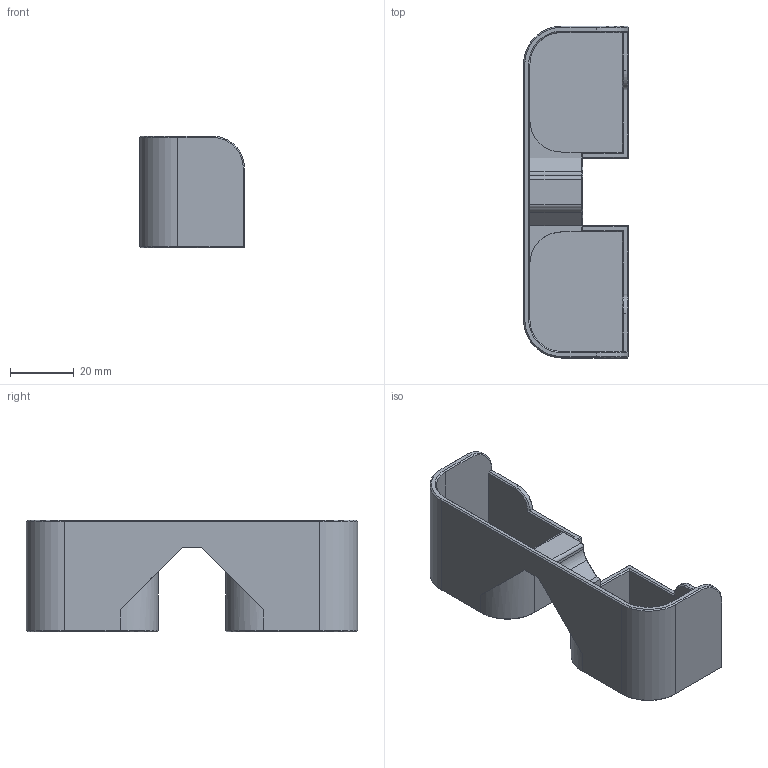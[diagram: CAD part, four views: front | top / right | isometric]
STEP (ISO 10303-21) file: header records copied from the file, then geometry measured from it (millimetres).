
FILE_DESCRIPTION(/* description */ (''),/* implementation_level */ '2;1');
FILE_NAME(/* name */ 'purge_bucket_short.step',/* time_stamp */ '2021-11-08T17:08:20+08:00',/* author */ (''),/* organization */ (''),/* preprocessor_version */ 'ST-DEVELOPER v18.1',/* originating_system */ 'Autodesk Translation Framework v10.10.0.1391',/* authorisation */ '');
FILE_SCHEMA (('AUTOMOTIVE_DESIGN { 1 0 10303 214 3 1 1 }'));
Length unit declared in the file: millimetre
Products named in the file (2): purge_bucket_short; 250mm
Assembly tree (1 placements, depth 2):
  purge_bucket_short
    250mm
Bounding box: 32.9 x 104 x 35 mm (x, y, z)
Volume: 20838.1 mm3; surface area: 21053.3 mm2
Topology: 1 solids, 1 shells, 128 faces, 310 edges, 184 vertices
Faces by surface type: plane 92, cone 20, cylinder 16
Entity records: 3680 total; most frequent: CARTESIAN_POINT 633, DIRECTION 622, ORIENTED_EDGE 620, EDGE_CURVE 310, LINE 252, VECTOR 252, AXIS2_PLACEMENT_3D 185, VERTEX_POINT 184
